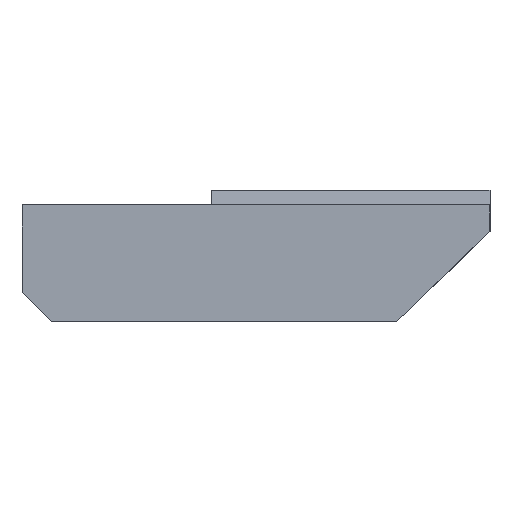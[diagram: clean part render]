
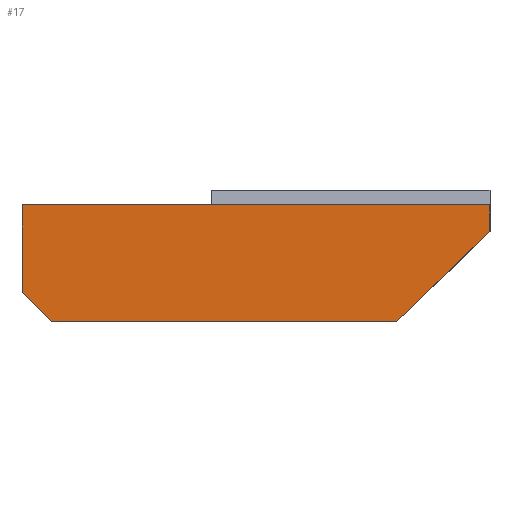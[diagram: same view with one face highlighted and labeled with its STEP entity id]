
A CAD part, left-side view. The second image highlights one B-rep face of the part: STEP entity #17.
In plain terms, the highlighted planar face has unit normal (-1, 0, 0).
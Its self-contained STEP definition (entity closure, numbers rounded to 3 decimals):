
#17 = ADVANCED_FACE('',(#18),#32,.F.);
#18 = FACE_BOUND('',#19,.F.);
#19 = EDGE_LOOP('',(#20,#55,#83,#111,#137,#165));
#20 = ORIENTED_EDGE('',*,*,#21,.F.);
#21 = EDGE_CURVE('',#22,#24,#26,.T.);
#22 = VERTEX_POINT('',#23);
#23 = CARTESIAN_POINT('',(40.,21.,28.));
#24 = VERTEX_POINT('',#25);
#25 = CARTESIAN_POINT('',(40.,21.,25.));
#26 = SURFACE_CURVE('',#27,(#31,#43),.PCURVE_S1.);
#27 = LINE('',#28,#29);
#28 = CARTESIAN_POINT('',(40.,21.,28.));
#29 = VECTOR('',#30,1.);
#30 = DIRECTION('',(0.,0.,-1.));
#31 = PCURVE('',#32,#37);
#32 = PLANE('',#33);
#33 = AXIS2_PLACEMENT_3D('',#34,#35,#36);
#34 = CARTESIAN_POINT('',(40.,5.,28.));
#35 = DIRECTION('',(1.,0.,0.));
#36 = DIRECTION('',(0.,1.,0.));
#37 = DEFINITIONAL_REPRESENTATION('',(#38),#42);
#38 = LINE('',#39,#40);
#39 = CARTESIAN_POINT('',(16.,0.));
#40 = VECTOR('',#41,1.);
#41 = DIRECTION('',(0.,-1.));
#42 = ( GEOMETRIC_REPRESENTATION_CONTEXT(2) 
PARAMETRIC_REPRESENTATION_CONTEXT() REPRESENTATION_CONTEXT('2D SPACE',''
  ) );
#43 = PCURVE('',#44,#49);
#44 = PLANE('',#45);
#45 = AXIS2_PLACEMENT_3D('',#46,#47,#48);
#46 = CARTESIAN_POINT('',(40.,21.,28.));
#47 = DIRECTION('',(0.,1.,0.));
#48 = DIRECTION('',(1.,0.,0.));
#49 = DEFINITIONAL_REPRESENTATION('',(#50),#54);
#50 = LINE('',#51,#52);
#51 = CARTESIAN_POINT('',(0.,0.));
#52 = VECTOR('',#53,1.);
#53 = DIRECTION('',(0.,1.));
#54 = ( GEOMETRIC_REPRESENTATION_CONTEXT(2) 
PARAMETRIC_REPRESENTATION_CONTEXT() REPRESENTATION_CONTEXT('2D SPACE',''
  ) );
#55 = ORIENTED_EDGE('',*,*,#56,.F.);
#56 = EDGE_CURVE('',#57,#22,#59,.T.);
#57 = VERTEX_POINT('',#58);
#58 = CARTESIAN_POINT('',(40.,5.,28.));
#59 = SURFACE_CURVE('',#60,(#64,#71),.PCURVE_S1.);
#60 = LINE('',#61,#62);
#61 = CARTESIAN_POINT('',(40.,5.,28.));
#62 = VECTOR('',#63,1.);
#63 = DIRECTION('',(0.,1.,0.));
#64 = PCURVE('',#32,#65);
#65 = DEFINITIONAL_REPRESENTATION('',(#66),#70);
#66 = LINE('',#67,#68);
#67 = CARTESIAN_POINT('',(0.,0.));
#68 = VECTOR('',#69,1.);
#69 = DIRECTION('',(1.,0.));
#70 = ( GEOMETRIC_REPRESENTATION_CONTEXT(2) 
PARAMETRIC_REPRESENTATION_CONTEXT() REPRESENTATION_CONTEXT('2D SPACE',''
  ) );
#71 = PCURVE('',#72,#77);
#72 = PLANE('',#73);
#73 = AXIS2_PLACEMENT_3D('',#74,#75,#76);
#74 = CARTESIAN_POINT('',(40.,5.,28.));
#75 = DIRECTION('',(0.,0.,-1.));
#76 = DIRECTION('',(0.,1.,0.));
#77 = DEFINITIONAL_REPRESENTATION('',(#78),#82);
#78 = LINE('',#79,#80);
#79 = CARTESIAN_POINT('',(0.,0.));
#80 = VECTOR('',#81,1.);
#81 = DIRECTION('',(1.,0.));
#82 = ( GEOMETRIC_REPRESENTATION_CONTEXT(2) 
PARAMETRIC_REPRESENTATION_CONTEXT() REPRESENTATION_CONTEXT('2D SPACE',''
  ) );
#83 = ORIENTED_EDGE('',*,*,#84,.T.);
#84 = EDGE_CURVE('',#57,#85,#87,.T.);
#85 = VERTEX_POINT('',#86);
#86 = CARTESIAN_POINT('',(40.,5.,27.088));
#87 = SURFACE_CURVE('',#88,(#92,#99),.PCURVE_S1.);
#88 = LINE('',#89,#90);
#89 = CARTESIAN_POINT('',(40.,5.,28.));
#90 = VECTOR('',#91,1.);
#91 = DIRECTION('',(0.,0.,-1.));
#92 = PCURVE('',#32,#93);
#93 = DEFINITIONAL_REPRESENTATION('',(#94),#98);
#94 = LINE('',#95,#96);
#95 = CARTESIAN_POINT('',(0.,0.));
#96 = VECTOR('',#97,1.);
#97 = DIRECTION('',(0.,-1.));
#98 = ( GEOMETRIC_REPRESENTATION_CONTEXT(2) 
PARAMETRIC_REPRESENTATION_CONTEXT() REPRESENTATION_CONTEXT('2D SPACE',''
  ) );
#99 = PCURVE('',#100,#105);
#100 = PLANE('',#101);
#101 = AXIS2_PLACEMENT_3D('',#102,#103,#104);
#102 = CARTESIAN_POINT('',(40.,5.,28.));
#103 = DIRECTION('',(0.,1.,0.));
#104 = DIRECTION('',(1.,0.,0.));
#105 = DEFINITIONAL_REPRESENTATION('',(#106),#110);
#106 = LINE('',#107,#108);
#107 = CARTESIAN_POINT('',(0.,0.));
#108 = VECTOR('',#109,1.);
#109 = DIRECTION('',(0.,1.));
#110 = ( GEOMETRIC_REPRESENTATION_CONTEXT(2) 
PARAMETRIC_REPRESENTATION_CONTEXT() REPRESENTATION_CONTEXT('2D SPACE',''
  ) );
#111 = ORIENTED_EDGE('',*,*,#112,.F.);
#112 = EDGE_CURVE('',#113,#85,#115,.T.);
#113 = VERTEX_POINT('',#114);
#114 = CARTESIAN_POINT('',(40.,8.198,24.));
#115 = SURFACE_CURVE('',#116,(#120,#126),.PCURVE_S1.);
#116 = LINE('',#117,#118);
#117 = CARTESIAN_POINT('',(40.,4.509,27.562));
#118 = VECTOR('',#119,1.);
#119 = DIRECTION('',(0.,-0.719,0.695));
#120 = PCURVE('',#32,#121);
#121 = DEFINITIONAL_REPRESENTATION('',(#122),#125);
#122 = B_SPLINE_CURVE_WITH_KNOTS('',1,(#123,#124),.UNSPECIFIED.,.F.,.F.,
  (2,2),(-5.704,0.749),.PIECEWISE_BEZIER_KNOTS.);
#123 = CARTESIAN_POINT('',(3.612,-4.4));
#124 = CARTESIAN_POINT('',(-1.03,0.083));
#125 = ( GEOMETRIC_REPRESENTATION_CONTEXT(2) 
PARAMETRIC_REPRESENTATION_CONTEXT() REPRESENTATION_CONTEXT('2D SPACE',''
  ) );
#126 = PCURVE('',#127,#132);
#127 = PLANE('',#128);
#128 = AXIS2_PLACEMENT_3D('',#129,#130,#131);
#129 = CARTESIAN_POINT('',(38.,4.473,27.597));
#130 = DIRECTION('',(0.,0.695,0.719));
#131 = DIRECTION('',(1.,0.,-0.));
#132 = DEFINITIONAL_REPRESENTATION('',(#133),#136);
#133 = B_SPLINE_CURVE_WITH_KNOTS('',1,(#134,#135),.UNSPECIFIED.,.F.,.F.,
  (2,2),(-5.704,0.749),.PIECEWISE_BEZIER_KNOTS.);
#134 = CARTESIAN_POINT('',(2.,5.753));
#135 = CARTESIAN_POINT('',(2.,-0.7));
#136 = ( GEOMETRIC_REPRESENTATION_CONTEXT(2) 
PARAMETRIC_REPRESENTATION_CONTEXT() REPRESENTATION_CONTEXT('2D SPACE',''
  ) );
#137 = ORIENTED_EDGE('',*,*,#138,.T.);
#138 = EDGE_CURVE('',#113,#139,#141,.T.);
#139 = VERTEX_POINT('',#140);
#140 = CARTESIAN_POINT('',(40.,20.,24.));
#141 = SURFACE_CURVE('',#142,(#146,#153),.PCURVE_S1.);
#142 = LINE('',#143,#144);
#143 = CARTESIAN_POINT('',(40.,5.,24.));
#144 = VECTOR('',#145,1.);
#145 = DIRECTION('',(0.,1.,0.));
#146 = PCURVE('',#32,#147);
#147 = DEFINITIONAL_REPRESENTATION('',(#148),#152);
#148 = LINE('',#149,#150);
#149 = CARTESIAN_POINT('',(0.,-4.));
#150 = VECTOR('',#151,1.);
#151 = DIRECTION('',(1.,0.));
#152 = ( GEOMETRIC_REPRESENTATION_CONTEXT(2) 
PARAMETRIC_REPRESENTATION_CONTEXT() REPRESENTATION_CONTEXT('2D SPACE',''
  ) );
#153 = PCURVE('',#154,#159);
#154 = PLANE('',#155);
#155 = AXIS2_PLACEMENT_3D('',#156,#157,#158);
#156 = CARTESIAN_POINT('',(40.,5.,24.));
#157 = DIRECTION('',(0.,0.,-1.));
#158 = DIRECTION('',(0.,1.,0.));
#159 = DEFINITIONAL_REPRESENTATION('',(#160),#164);
#160 = LINE('',#161,#162);
#161 = CARTESIAN_POINT('',(0.,0.));
#162 = VECTOR('',#163,1.);
#163 = DIRECTION('',(1.,0.));
#164 = ( GEOMETRIC_REPRESENTATION_CONTEXT(2) 
PARAMETRIC_REPRESENTATION_CONTEXT() REPRESENTATION_CONTEXT('2D SPACE',''
  ) );
#165 = ORIENTED_EDGE('',*,*,#166,.T.);
#166 = EDGE_CURVE('',#139,#24,#167,.T.);
#167 = SURFACE_CURVE('',#168,(#172,#178),.PCURVE_S1.);
#168 = LINE('',#169,#170);
#169 = CARTESIAN_POINT('',(40.,16.75,20.75));
#170 = VECTOR('',#171,1.);
#171 = DIRECTION('',(0.,0.707,0.707));
#172 = PCURVE('',#32,#173);
#173 = DEFINITIONAL_REPRESENTATION('',(#174),#177);
#174 = B_SPLINE_CURVE_WITH_KNOTS('',1,(#175,#176),.UNSPECIFIED.,.F.,.F.,
  (2,2),(4.031,8.273),.PIECEWISE_BEZIER_KNOTS.);
#175 = CARTESIAN_POINT('',(14.6,-4.4));
#176 = CARTESIAN_POINT('',(17.6,-1.4));
#177 = ( GEOMETRIC_REPRESENTATION_CONTEXT(2) 
PARAMETRIC_REPRESENTATION_CONTEXT() REPRESENTATION_CONTEXT('2D SPACE',''
  ) );
#178 = PCURVE('',#179,#184);
#179 = PLANE('',#180);
#180 = AXIS2_PLACEMENT_3D('',#181,#182,#183);
#181 = CARTESIAN_POINT('',(38.,19.,23.));
#182 = DIRECTION('',(0.,0.707,-0.707));
#183 = DIRECTION('',(0.,0.707,0.707));
#184 = DEFINITIONAL_REPRESENTATION('',(#185),#188);
#185 = B_SPLINE_CURVE_WITH_KNOTS('',1,(#186,#187),.UNSPECIFIED.,.F.,.F.,
  (2,2),(4.031,8.273),.PIECEWISE_BEZIER_KNOTS.);
#186 = CARTESIAN_POINT('',(0.849,2.));
#187 = CARTESIAN_POINT('',(5.091,2.));
#188 = ( GEOMETRIC_REPRESENTATION_CONTEXT(2) 
PARAMETRIC_REPRESENTATION_CONTEXT() REPRESENTATION_CONTEXT('2D SPACE',''
  ) );
